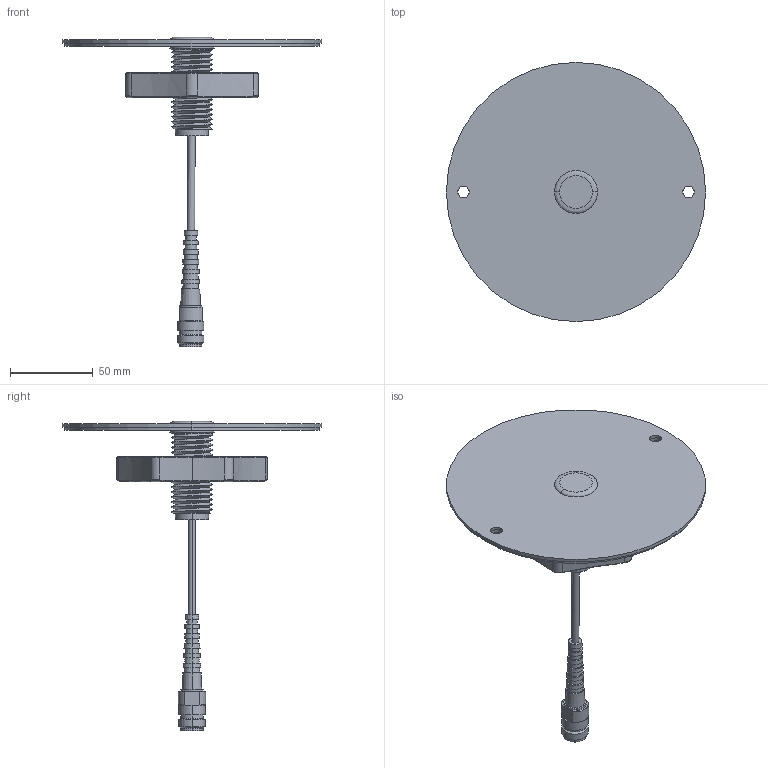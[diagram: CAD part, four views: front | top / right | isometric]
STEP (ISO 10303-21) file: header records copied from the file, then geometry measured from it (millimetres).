
FILE_DESCRIPTION (( 'STEP AP203' ), '1' );
FILE_NAME ('HG74805TLCUPR-NF_3D.STEP', '2022-06-27T21:51:01', ( '' ), ( '' ), 'SwSTEP 2.0', 'SolidWorks 2021', '' );
FILE_SCHEMA (( 'CONFIG_CONTROL_DESIGN' ));
Length unit declared in the file: inch
Products named in the file (9): ???????_??-1.step; ??ABS??_??.step; AI698-4800H05i360A_3D.step; ???????_??-0.step; ???????_??.step; ???????_??-2.step; ???????_??-3.step; ???????_??-4.step; HG74805TLCUPR-NF_3D
Assembly tree (8 placements, depth 3):
  HG74805TLCUPR-NF_3D
    AI698-4800H05i360A_3D.step
      ??ABS??_??.step
      ???????_??.step
      ???????_??-0.step
      ???????_??-1.step
      ???????_??-2.step
      ???????_??-3.step
      ???????_??-4.step
Bounding box: 156.5 x 156.5 x 186.78 mm (x, y, z)
Volume: 119751.3 mm3; surface area: 121395.8 mm2
Topology: 7 solids, 7 shells, 394 faces, 1002 edges, 648 vertices
Faces by surface type: cylinder 182, plane 82, cone 62, bspline 36, torus 32
Entity records: 20285 total; most frequent: CARTESIAN_POINT 10200, ORIENTED_EDGE 2000, DIRECTION 1787, EDGE_CURVE 1000, AXIS2_PLACEMENT_3D 739, VERTEX_POINT 648, EDGE_LOOP 438, ADVANCED_FACE 394
